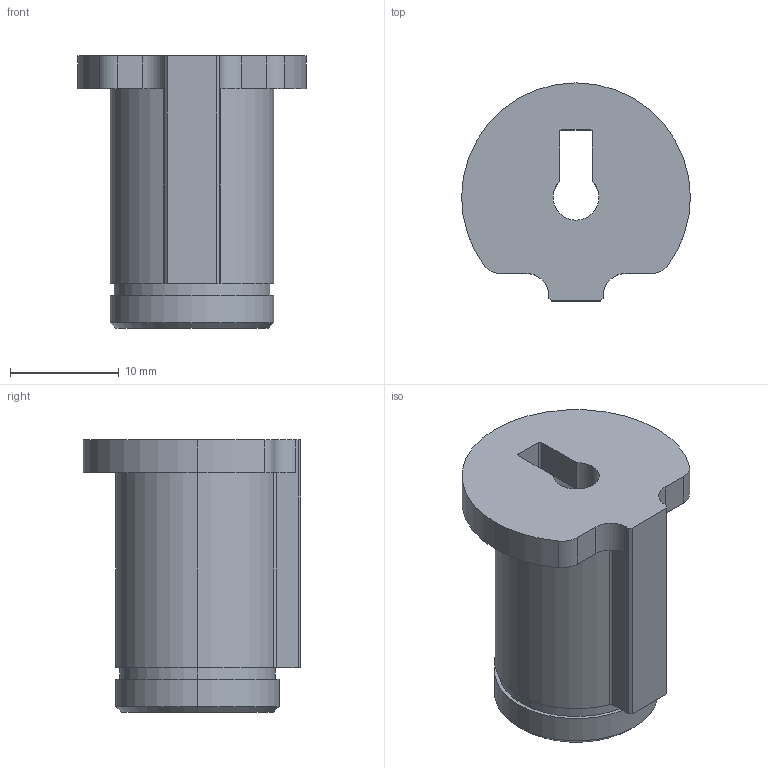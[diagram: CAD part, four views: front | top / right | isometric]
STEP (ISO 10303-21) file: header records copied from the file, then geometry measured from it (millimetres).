
FILE_DESCRIPTION (( 'STEP AP214' ), '1' );
FILE_NAME ('Bague Entretoise.STEP', '2020-02-29T00:49:15', ( '' ), ( '' ), 'SwSTEP 2.0', 'SolidWorks 2019', '' );
FILE_SCHEMA (( 'AUTOMOTIVE_DESIGN' ));
Length unit declared in the file: millimetre
Products named in the file (1): Bague Entretoise
Bounding box: 21 x 20 x 25 mm (x, y, z)
Volume: 3130.7 mm3; surface area: 2734.9 mm2
Topology: 1 solids, 1 shells, 45 faces, 119 edges, 78 vertices
Faces by surface type: cylinder 24, plane 16, torus 3, cone 2
Entity records: 1460 total; most frequent: DIRECTION 264, CARTESIAN_POINT 253, ORIENTED_EDGE 238, EDGE_CURVE 119, AXIS2_PLACEMENT_3D 101, VERTEX_POINT 78, LINE 62, VECTOR 62
